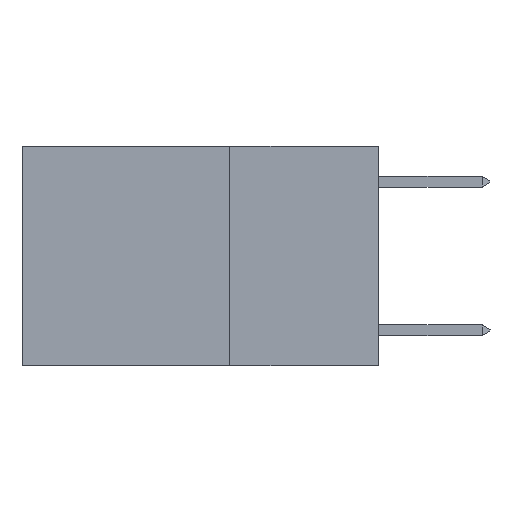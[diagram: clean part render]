
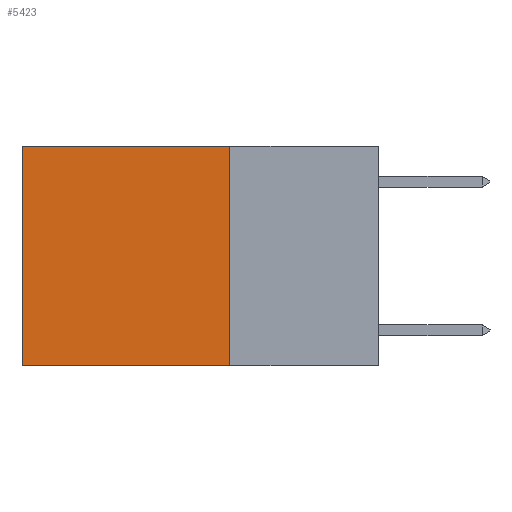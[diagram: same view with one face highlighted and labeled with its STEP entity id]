
A CAD part, left-side view. The second image highlights one B-rep face of the part: STEP entity #5423.
In plain terms, the highlighted planar face has unit normal (-1, 0, 0).
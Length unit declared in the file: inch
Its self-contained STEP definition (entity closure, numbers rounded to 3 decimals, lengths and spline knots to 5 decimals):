
#98 = PLANE ( 'NONE',  #7938 ) ;
#417 = VERTEX_POINT ( 'NONE', #6763 ) ;
#774 = LINE ( 'NONE', #4908, #2632 ) ;
#1446 = FACE_OUTER_BOUND ( 'NONE', #7356, .T. ) ;
#1757 = VERTEX_POINT ( 'NONE', #8816 ) ;
#1828 = DIRECTION ( 'NONE',  ( 0., 1., 0. ) ) ;
#1844 = ORIENTED_EDGE ( 'NONE', *, *, #5913, .T. ) ;
#1911 = CARTESIAN_POINT ( 'NONE',  ( 0.2625, 0.25, -0.37 ) ) ;
#1929 = ORIENTED_EDGE ( 'NONE', *, *, #8470, .F. ) ;
#2068 = CARTESIAN_POINT ( 'NONE',  ( 0.2625, 0.25, 0. ) ) ;
#2220 = ORIENTED_EDGE ( 'NONE', *, *, #7821, .T. ) ;
#2285 = LINE ( 'NONE', #1911, #5742 ) ;
#2632 = VECTOR ( 'NONE', #7098, 39.37008 ) ;
#2802 = CARTESIAN_POINT ( 'NONE',  ( 0.2625, 0.25, -0.37 ) ) ;
#2848 = DIRECTION ( 'NONE',  ( 0., 1., 0. ) ) ;
#3297 = LINE ( 'NONE', #2068, #3524 ) ;
#3427 = VECTOR ( 'NONE', #9343, 39.37008 ) ;
#3466 = EDGE_CURVE ( 'NONE', #8543, #417, #2285, .T. ) ;
#3524 = VECTOR ( 'NONE', #2848, 39.37008 ) ;
#3910 = CARTESIAN_POINT ( 'NONE',  ( 0.2625, 0.25, 0. ) ) ;
#4295 = VERTEX_POINT ( 'NONE', #8899 ) ;
#4656 = DIRECTION ( 'NONE',  ( 0., 0., -1. ) ) ;
#4908 = CARTESIAN_POINT ( 'NONE',  ( 0.2625, 0.25, 0. ) ) ;
#5191 = CARTESIAN_POINT ( 'NONE',  ( 0.2625, 0.6, 0. ) ) ;
#5423 = ADVANCED_FACE ( 'NONE', ( #1446 ), #98, .F. ) ;
#5648 = LINE ( 'NONE', #5191, #3427 ) ;
#5742 = VECTOR ( 'NONE', #1828, 39.37008 ) ;
#5913 = EDGE_CURVE ( 'NONE', #1757, #417, #5648, .T. ) ;
#6763 = CARTESIAN_POINT ( 'NONE',  ( 0.2625, 0.6, -0.37 ) ) ;
#7098 = DIRECTION ( 'NONE',  ( 0., 0., -1. ) ) ;
#7356 = EDGE_LOOP ( 'NONE', ( #1844, #7930, #1929, #2220 ) ) ;
#7821 = EDGE_CURVE ( 'NONE', #4295, #1757, #3297, .T. ) ;
#7930 = ORIENTED_EDGE ( 'NONE', *, *, #3466, .F. ) ;
#7938 = AXIS2_PLACEMENT_3D ( 'NONE', #3910, #8882, #4656 ) ;
#8470 = EDGE_CURVE ( 'NONE', #4295, #8543, #774, .T. ) ;
#8543 = VERTEX_POINT ( 'NONE', #2802 ) ;
#8816 = CARTESIAN_POINT ( 'NONE',  ( 0.2625, 0.6, 0. ) ) ;
#8882 = DIRECTION ( 'NONE',  ( 1., 0., 0. ) ) ;
#8899 = CARTESIAN_POINT ( 'NONE',  ( 0.2625, 0.25, 0. ) ) ;
#9343 = DIRECTION ( 'NONE',  ( 0., 0., -1. ) ) ;
